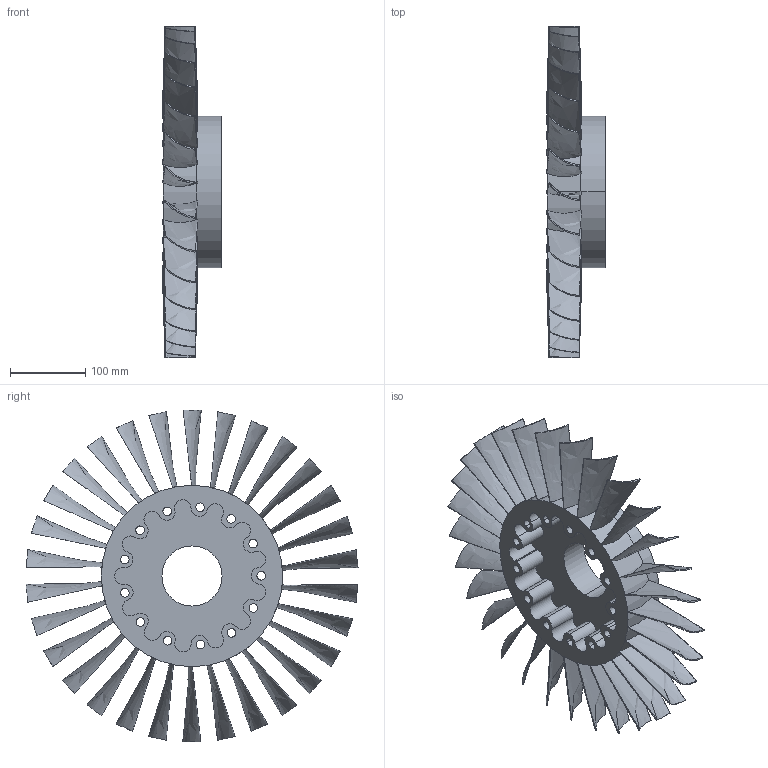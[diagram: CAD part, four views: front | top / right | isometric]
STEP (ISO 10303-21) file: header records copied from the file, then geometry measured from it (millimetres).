
FILE_DESCRIPTION (( 'STEP AP203' ), '1' );
FILE_NAME ('BLISK COMPRESSOR.STEP', '2023-07-04T20:23:34', ( '' ), ( '' ), 'SwSTEP 2.0', 'SolidWorks 2022', '' );
FILE_SCHEMA (( 'CONFIG_CONTROL_DESIGN' ));
Length unit declared in the file: millimetre
Products named in the file (1): BLISK COMPRESSOR
Bounding box: 77.99 x 441.34 x 441.2 mm (x, y, z)
Volume: 1987902.3 mm3; surface area: 504249.2 mm2
Topology: 31 solids, 31 shells, 196 faces, 577 edges, 445 vertices
Faces by surface type: cylinder 72, plane 64, bspline 60
Entity records: 9487 total; most frequent: CARTESIAN_POINT 3862, DIRECTION 1234, ORIENTED_EDGE 1154, AXIS2_PLACEMENT_3D 581, EDGE_CURVE 577, VERTEX_POINT 445, CIRCLE 444, EDGE_LOOP 226
